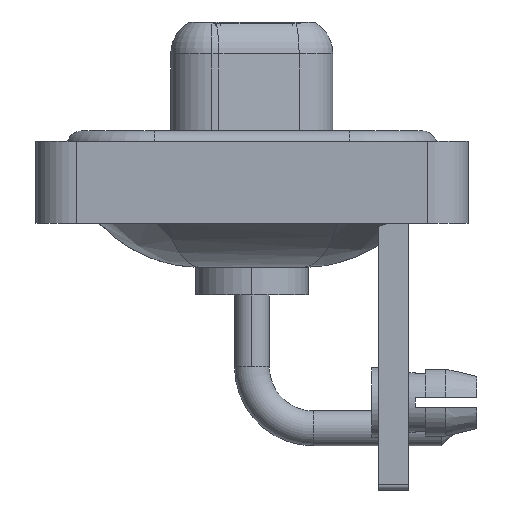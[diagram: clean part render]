
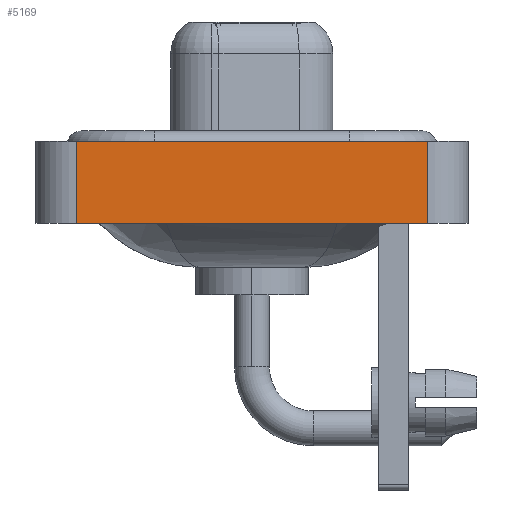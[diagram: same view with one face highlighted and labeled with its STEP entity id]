
A CAD part, left-side view. The second image highlights one B-rep face of the part: STEP entity #5169.
In plain terms, the highlighted planar face has unit normal (-1, 0, 0).
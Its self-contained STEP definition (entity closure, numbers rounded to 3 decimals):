
#1337 = EDGE_CURVE ( 'NONE', #3525, #4805, #10743, .T. ) ;
#2144 = DIRECTION ( 'NONE',  ( 0., -1., 0. ) ) ;
#2308 = LINE ( 'NONE', #10784, #16920 ) ;
#3062 = LINE ( 'NONE', #13297, #8611 ) ;
#3141 = ORIENTED_EDGE ( 'NONE', *, *, #1337, .F. ) ;
#3512 = AXIS2_PLACEMENT_3D ( 'NONE', #8035, #15127, #6745 ) ;
#3525 = VERTEX_POINT ( 'NONE', #3866 ) ;
#3866 = CARTESIAN_POINT ( 'NONE',  ( -7.25, 8.55, -3.6 ) ) ;
#4805 = VERTEX_POINT ( 'NONE', #12230 ) ;
#4967 = DIRECTION ( 'NONE',  ( 0., 0., 1. ) ) ;
#5118 = ORIENTED_EDGE ( 'NONE', *, *, #9241, .T. ) ;
#5169 = ADVANCED_FACE ( 'NONE', ( #7853 ), #15216, .T. ) ;
#6745 = DIRECTION ( 'NONE',  ( 0., 0., 1. ) ) ;
#7139 = VERTEX_POINT ( 'NONE', #11610 ) ;
#7236 = EDGE_CURVE ( 'NONE', #4805, #7414, #8927, .T. ) ;
#7404 = EDGE_CURVE ( 'NONE', #7139, #7414, #2308, .T. ) ;
#7414 = VERTEX_POINT ( 'NONE', #14809 ) ;
#7632 = DIRECTION ( 'NONE',  ( 0., -1., 0. ) ) ;
#7853 = FACE_OUTER_BOUND ( 'NONE', #14902, .T. ) ;
#8035 = CARTESIAN_POINT ( 'NONE',  ( -7.25, -8.55, -3.6 ) ) ;
#8611 = VECTOR ( 'NONE', #2144, 1000. ) ;
#8927 = LINE ( 'NONE', #12990, #11362 ) ;
#9241 = EDGE_CURVE ( 'NONE', #3525, #7139, #3062, .T. ) ;
#10567 = CARTESIAN_POINT ( 'NONE',  ( -7.25, 8.55, -3.6 ) ) ;
#10743 = LINE ( 'NONE', #10567, #18135 ) ;
#10784 = CARTESIAN_POINT ( 'NONE',  ( -7.25, -8.55, -3.6 ) ) ;
#11362 = VECTOR ( 'NONE', #7632, 1000. ) ;
#11610 = CARTESIAN_POINT ( 'NONE',  ( -7.25, -8.55, -3.6 ) ) ;
#11850 = DIRECTION ( 'NONE',  ( 0., 0., 1. ) ) ;
#12230 = CARTESIAN_POINT ( 'NONE',  ( -7.25, 8.55, 0.4 ) ) ;
#12990 = CARTESIAN_POINT ( 'NONE',  ( -7.25, -8.55, 0.4 ) ) ;
#13297 = CARTESIAN_POINT ( 'NONE',  ( -7.25, -8.55, -3.6 ) ) ;
#14321 = ORIENTED_EDGE ( 'NONE', *, *, #7404, .T. ) ;
#14809 = CARTESIAN_POINT ( 'NONE',  ( -7.25, -8.55, 0.4 ) ) ;
#14902 = EDGE_LOOP ( 'NONE', ( #14321, #16222, #3141, #5118 ) ) ;
#15127 = DIRECTION ( 'NONE',  ( -1., 0., 0. ) ) ;
#15216 = PLANE ( 'NONE',  #3512 ) ;
#16222 = ORIENTED_EDGE ( 'NONE', *, *, #7236, .F. ) ;
#16920 = VECTOR ( 'NONE', #4967, 1000. ) ;
#18135 = VECTOR ( 'NONE', #11850, 1000. ) ;
